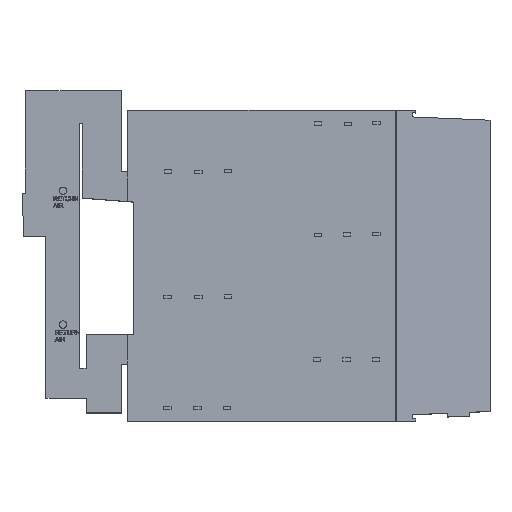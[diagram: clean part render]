
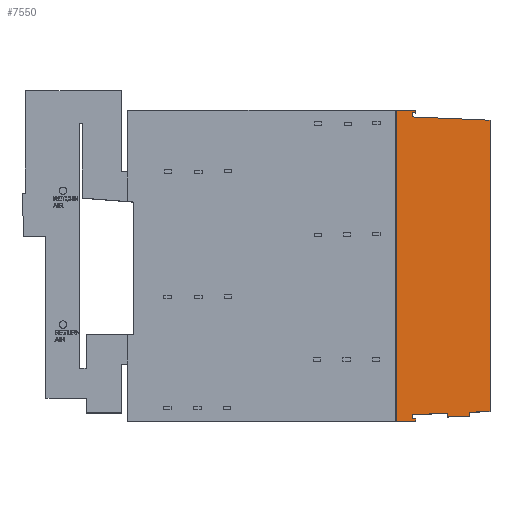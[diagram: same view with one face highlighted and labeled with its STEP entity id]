
A CAD part, top view. The second image highlights one B-rep face of the part: STEP entity #7550.
In plain terms, the highlighted planar face has unit normal (-0.056, 0, -0.998).
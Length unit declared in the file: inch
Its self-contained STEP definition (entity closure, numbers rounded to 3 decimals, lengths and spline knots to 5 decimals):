
#518=FACE_OUTER_BOUND('',#895,.T.);
#895=EDGE_LOOP('',(#5362,#5363,#5364,#5365,#5366,#5367,#5368,#5369,#5370,
#5371,#5372,#5373,#5374,#5375,#5376,#5377));
#1425=LINE('',#9930,#2360);
#1426=LINE('',#9932,#2361);
#1427=LINE('',#9934,#2362);
#1428=LINE('',#9936,#2363);
#1429=LINE('',#9938,#2364);
#1430=LINE('',#9940,#2365);
#1431=LINE('',#9942,#2366);
#1432=LINE('',#9944,#2367);
#1433=LINE('',#9946,#2368);
#1434=LINE('',#9948,#2369);
#1435=LINE('',#9950,#2370);
#1436=LINE('',#9952,#2371);
#1437=LINE('',#9954,#2372);
#1438=LINE('',#9956,#2373);
#1439=LINE('',#9958,#2374);
#1440=LINE('',#9959,#2375);
#2360=VECTOR('',#8404,0.3937);
#2361=VECTOR('',#8405,0.3937);
#2362=VECTOR('',#8406,0.3937);
#2363=VECTOR('',#8407,0.3937);
#2364=VECTOR('',#8408,0.3937);
#2365=VECTOR('',#8409,0.3937);
#2366=VECTOR('',#8410,0.3937);
#2367=VECTOR('',#8411,0.3937);
#2368=VECTOR('',#8412,0.3937);
#2369=VECTOR('',#8413,0.3937);
#2370=VECTOR('',#8414,0.3937);
#2371=VECTOR('',#8415,0.3937);
#2372=VECTOR('',#8416,0.3937);
#2373=VECTOR('',#8417,0.3937);
#2374=VECTOR('',#8418,0.3937);
#2375=VECTOR('',#8419,0.3937);
#3255=VERTEX_POINT('',#9928);
#3256=VERTEX_POINT('',#9929);
#3257=VERTEX_POINT('',#9931);
#3258=VERTEX_POINT('',#9933);
#3259=VERTEX_POINT('',#9935);
#3260=VERTEX_POINT('',#9937);
#3261=VERTEX_POINT('',#9939);
#3262=VERTEX_POINT('',#9941);
#3263=VERTEX_POINT('',#9943);
#3264=VERTEX_POINT('',#9945);
#3265=VERTEX_POINT('',#9947);
#3266=VERTEX_POINT('',#9949);
#3267=VERTEX_POINT('',#9951);
#3268=VERTEX_POINT('',#9953);
#3269=VERTEX_POINT('',#9955);
#3270=VERTEX_POINT('',#9957);
#4139=EDGE_CURVE('',#3255,#3256,#1425,.T.);
#4140=EDGE_CURVE('',#3257,#3256,#1426,.T.);
#4141=EDGE_CURVE('',#3257,#3258,#1427,.T.);
#4142=EDGE_CURVE('',#3258,#3259,#1428,.T.);
#4143=EDGE_CURVE('',#3259,#3260,#1429,.T.);
#4144=EDGE_CURVE('',#3260,#3261,#1430,.T.);
#4145=EDGE_CURVE('',#3261,#3262,#1431,.T.);
#4146=EDGE_CURVE('',#3262,#3263,#1432,.T.);
#4147=EDGE_CURVE('',#3263,#3264,#1433,.T.);
#4148=EDGE_CURVE('',#3264,#3265,#1434,.T.);
#4149=EDGE_CURVE('',#3265,#3266,#1435,.T.);
#4150=EDGE_CURVE('',#3266,#3267,#1436,.T.);
#4151=EDGE_CURVE('',#3267,#3268,#1437,.T.);
#4152=EDGE_CURVE('',#3268,#3269,#1438,.T.);
#4153=EDGE_CURVE('',#3269,#3270,#1439,.T.);
#4154=EDGE_CURVE('',#3270,#3255,#1440,.T.);
#5362=ORIENTED_EDGE('',*,*,#4139,.T.);
#5363=ORIENTED_EDGE('',*,*,#4140,.F.);
#5364=ORIENTED_EDGE('',*,*,#4141,.T.);
#5365=ORIENTED_EDGE('',*,*,#4142,.T.);
#5366=ORIENTED_EDGE('',*,*,#4143,.T.);
#5367=ORIENTED_EDGE('',*,*,#4144,.T.);
#5368=ORIENTED_EDGE('',*,*,#4145,.T.);
#5369=ORIENTED_EDGE('',*,*,#4146,.T.);
#5370=ORIENTED_EDGE('',*,*,#4147,.T.);
#5371=ORIENTED_EDGE('',*,*,#4148,.T.);
#5372=ORIENTED_EDGE('',*,*,#4149,.T.);
#5373=ORIENTED_EDGE('',*,*,#4150,.T.);
#5374=ORIENTED_EDGE('',*,*,#4151,.T.);
#5375=ORIENTED_EDGE('',*,*,#4152,.T.);
#5376=ORIENTED_EDGE('',*,*,#4153,.T.);
#5377=ORIENTED_EDGE('',*,*,#4154,.T.);
#7297=PLANE('',#7936);
#7550=ADVANCED_FACE('',(#518),#7297,.T.);
#7936=AXIS2_PLACEMENT_3D('',#9927,#8402,#8403);
#8402=DIRECTION('center_axis',(-0.056,0.,
-0.998));
#8403=DIRECTION('ref_axis',(-0.998,0.,0.056));
#8404=DIRECTION('',(-0.998,0.,0.056));
#8405=DIRECTION('',(0.,-1.,0.));
#8406=DIRECTION('',(0.998,0.,-0.056));
#8407=DIRECTION('',(0.,-1.,0.));
#8408=DIRECTION('',(-0.998,0.042,0.056));
#8409=DIRECTION('',(0.,-1.,0.));
#8410=DIRECTION('',(0.998,-0.042,-0.056));
#8411=DIRECTION('',(0.,-1.,0.));
#8412=DIRECTION('',(-0.998,-0.042,0.056));
#8413=DIRECTION('',(0.042,-0.999,-0.002));
#8414=DIRECTION('',(-0.998,-0.042,0.056));
#8415=DIRECTION('',(-0.042,0.999,0.002));
#8416=DIRECTION('',(-0.998,-0.042,0.056));
#8417=DIRECTION('',(0.,-1.,0.));
#8418=DIRECTION('',(0.998,0.,-0.056));
#8419=DIRECTION('',(0.,-1.,0.));
#9927=CARTESIAN_POINT('Origin',(2817.53958,2208.59595,133.36106));
#9928=CARTESIAN_POINT('',(2776.60473,1959.37258,135.67353));
#9929=CARTESIAN_POINT('',(2744.90575,1959.37258,137.46426));
#9930=CARTESIAN_POINT('',(2532.31646,1959.37258,149.47376));
#9931=CARTESIAN_POINT('',(2744.90575,2462.37258,137.46426));
#9932=CARTESIAN_POINT('',(2744.90575,2462.37258,137.46426));
#9933=CARTESIAN_POINT('',(2776.60473,2462.37258,135.67353));
#9934=CARTESIAN_POINT('',(2764.57525,2462.37258,136.3531));
#9935=CARTESIAN_POINT('',(2776.60473,2458.12258,135.67353));
#9936=CARTESIAN_POINT('',(2776.60473,2334.49758,135.67353));
#9937=CARTESIAN_POINT('',(2770.60473,2458.37258,136.01248));
#9938=CARTESIAN_POINT('',(2766.73135,2458.53397,136.23129));
#9939=CARTESIAN_POINT('',(2770.60473,2451.61672,136.01248));
#9940=CARTESIAN_POINT('',(2770.60473,2331.24465,136.01248));
#9941=CARTESIAN_POINT('',(2896.60473,2446.36672,128.89454));
#9942=CARTESIAN_POINT('',(2829.39123,2449.16729,132.69154));
#9943=CARTESIAN_POINT('',(2896.60473,1975.37844,128.89454));
#9944=CARTESIAN_POINT('',(2896.60473,2093.12551,128.89454));
#9945=CARTESIAN_POINT('',(2863.28181,1973.98998,130.77701));
#9946=CARTESIAN_POINT('',(2812.78268,1971.88585,133.62978));
#9947=CARTESIAN_POINT('',(2863.5316,1967.99518,130.7629));
#9948=CARTESIAN_POINT('',(2858.38373,2091.54407,131.05371));
#9949=CARTESIAN_POINT('',(2827.56291,1966.49649,132.79482));
#9950=CARTESIAN_POINT('',(2795.10443,1965.14405,134.62845));
#9951=CARTESIAN_POINT('',(2827.31312,1972.49129,132.80893));
#9952=CARTESIAN_POINT('',(2822.29034,2093.03798,133.09268));
#9953=CARTESIAN_POINT('',(2770.60473,1970.12844,136.01248));
#9954=CARTESIAN_POINT('',(2766.59129,1969.96121,136.23921));
#9955=CARTESIAN_POINT('',(2770.60473,1963.37258,136.01248));
#9956=CARTESIAN_POINT('',(2770.60473,2087.12258,136.01248));
#9957=CARTESIAN_POINT('',(2776.60473,1963.37258,135.67353));
#9958=CARTESIAN_POINT('',(2764.57525,1963.37258,136.3531));
#9959=CARTESIAN_POINT('',(2776.60473,2085.12258,135.67353));
